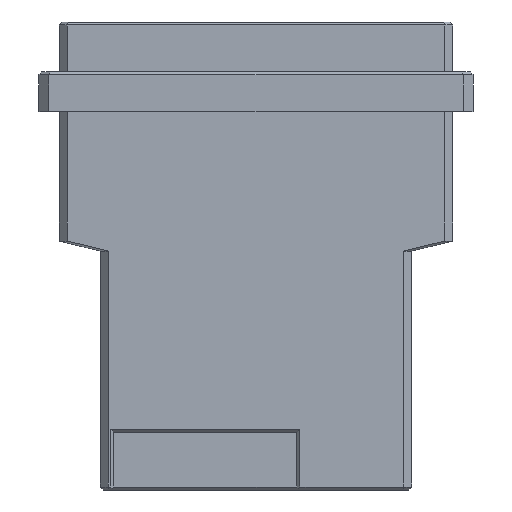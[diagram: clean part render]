
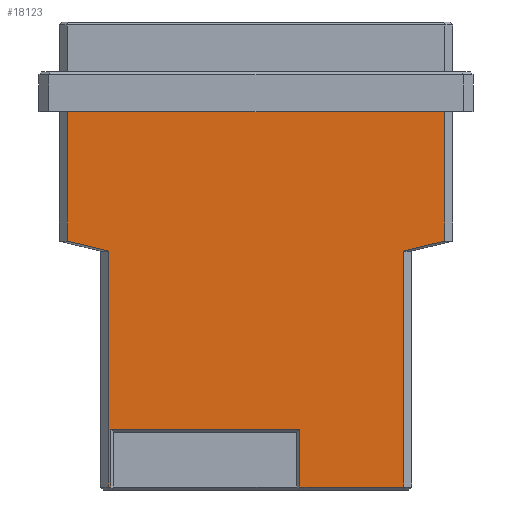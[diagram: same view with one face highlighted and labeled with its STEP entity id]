
A CAD part, front view. The second image highlights one B-rep face of the part: STEP entity #18123.
In plain terms, the highlighted planar face has unit normal (0, -1, 0).
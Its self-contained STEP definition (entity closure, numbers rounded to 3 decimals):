
#108=CARTESIAN_POINT('',(-19.915,-6.225,-46.7));
#109=VERTEX_POINT('',#108);
#116=CARTESIAN_POINT('',(-19.915,-6.225,-23.));
#117=VERTEX_POINT('',#116);
#118=CARTESIAN_POINT('',(-19.915,-6.225,-46.7));
#119=DIRECTION('',(0.,0.,1.));
#120=VECTOR('',#119,23.7);
#121=LINE('',#118,#120);
#122=EDGE_CURVE('',#109,#117,#121,.T.);
#177=CARTESIAN_POINT('',(-24.04,-6.225,-22.));
#178=VERTEX_POINT('',#177);
#179=CARTESIAN_POINT('',(-19.915,-6.225,-23.));
#180=DIRECTION('',(-0.972,0.,0.236));
#181=VECTOR('',#180,4.244);
#182=LINE('',#179,#181);
#183=EDGE_CURVE('',#117,#178,#182,.T.);
#373=CARTESIAN_POINT('',(-24.04,-6.225,-9.));
#374=VERTEX_POINT('',#373);
#390=CARTESIAN_POINT('',(-24.04,-6.225,-22.));
#391=DIRECTION('',(0.,0.,1.));
#392=VECTOR('',#391,13.);
#393=LINE('',#390,#392);
#394=EDGE_CURVE('',#178,#374,#393,.T.);
#412=CARTESIAN_POINT('',(-24.04,-6.225,-6.));
#413=VERTEX_POINT('',#412);
#414=CARTESIAN_POINT('',(-24.04,-6.225,-9.));
#415=DIRECTION('',(0.,0.,1.));
#416=VECTOR('',#415,3.);
#417=LINE('',#414,#416);
#418=EDGE_CURVE('',#374,#413,#417,.T.);
#757=CARTESIAN_POINT('',(9.755,-6.225,-46.7));
#758=VERTEX_POINT('',#757);
#2291=CARTESIAN_POINT('',(9.755,-6.225,-23.));
#2292=VERTEX_POINT('',#2291);
#2299=CARTESIAN_POINT('',(9.755,-6.225,-23.));
#2300=DIRECTION('',(0.,0.,-1.));
#2301=VECTOR('',#2300,23.7);
#2302=LINE('',#2299,#2301);
#2303=EDGE_CURVE('',#2292,#758,#2302,.T.);
#2936=CARTESIAN_POINT('',(13.88,-6.225,-22.));
#2937=VERTEX_POINT('',#2936);
#2944=CARTESIAN_POINT('',(13.88,-6.225,-22.));
#2945=DIRECTION('',(-0.972,0.,-0.236));
#2946=VECTOR('',#2945,4.244);
#2947=LINE('',#2944,#2946);
#2948=EDGE_CURVE('',#2937,#2292,#2947,.T.);
#2959=CARTESIAN_POINT('',(13.88,-6.225,-9.));
#2960=VERTEX_POINT('',#2959);
#2961=CARTESIAN_POINT('',(13.88,-6.225,-9.));
#2962=DIRECTION('',(0.,0.,-1.));
#2963=VECTOR('',#2962,13.);
#2964=LINE('',#2961,#2963);
#2965=EDGE_CURVE('',#2960,#2937,#2964,.T.);
#3000=CARTESIAN_POINT('',(13.88,-6.225,-6.));
#3001=VERTEX_POINT('',#3000);
#3008=CARTESIAN_POINT('',(13.88,-6.225,-6.));
#3009=DIRECTION('',(0.,0.,-1.));
#3010=VECTOR('',#3009,3.);
#3011=LINE('',#3008,#3010);
#3012=EDGE_CURVE('',#3001,#2960,#3011,.T.);
#3028=CARTESIAN_POINT('',(5.38,-6.225,-6.));
#3029=VERTEX_POINT('',#3028);
#3030=CARTESIAN_POINT('',(5.38,-6.225,-6.));
#3031=DIRECTION('',(1.,0.,0.));
#3032=VECTOR('',#3031,8.5);
#3033=LINE('',#3030,#3032);
#3034=EDGE_CURVE('',#3029,#3001,#3033,.T.);
#3059=CARTESIAN_POINT('',(0.5,-6.225,-6.));
#3060=VERTEX_POINT('',#3059);
#3061=CARTESIAN_POINT('',(4.78,-6.225,-6.));
#3062=VERTEX_POINT('',#3061);
#3063=CARTESIAN_POINT('',(0.5,-6.225,-6.));
#3064=DIRECTION('',(1.,0.,0.));
#3065=VECTOR('',#3064,4.28);
#3066=LINE('',#3063,#3065);
#3067=EDGE_CURVE('',#3060,#3062,#3066,.T.);
#3101=CARTESIAN_POINT('',(-4.78,-6.225,-6.));
#3102=VERTEX_POINT('',#3101);
#3109=CARTESIAN_POINT('',(-0.5,-6.225,-6.));
#3110=VERTEX_POINT('',#3109);
#3111=CARTESIAN_POINT('',(-4.78,-6.225,-6.));
#3112=DIRECTION('',(1.,0.,0.));
#3113=VECTOR('',#3112,4.28);
#3114=LINE('',#3111,#3113);
#3115=EDGE_CURVE('',#3102,#3110,#3114,.T.);
#3141=CARTESIAN_POINT('',(-5.38,-6.225,-6.));
#3142=VERTEX_POINT('',#3141);
#3149=CARTESIAN_POINT('',(-5.38,-6.225,-9.));
#3150=VERTEX_POINT('',#3149);
#3151=CARTESIAN_POINT('',(-5.38,-6.225,-6.));
#3152=DIRECTION('',(0.,0.,-1.));
#3153=VECTOR('',#3152,3.);
#3154=LINE('',#3151,#3153);
#3155=EDGE_CURVE('',#3142,#3150,#3154,.T.);
#3188=CARTESIAN_POINT('',(-9.66,-6.225,-6.));
#3189=VERTEX_POINT('',#3188);
#3196=CARTESIAN_POINT('',(-9.66,-6.225,-6.));
#3197=DIRECTION('',(1.,0.,0.));
#3198=VECTOR('',#3197,4.28);
#3199=LINE('',#3196,#3198);
#3200=EDGE_CURVE('',#3189,#3142,#3199,.T.);
#3212=CARTESIAN_POINT('',(-9.66,-6.225,-9.));
#3213=VERTEX_POINT('',#3212);
#3220=CARTESIAN_POINT('',(-9.66,-6.225,-9.));
#3221=DIRECTION('',(0.,0.,1.));
#3222=VECTOR('',#3221,3.);
#3223=LINE('',#3220,#3222);
#3224=EDGE_CURVE('',#3213,#3189,#3223,.T.);
#3251=CARTESIAN_POINT('',(-14.94,-6.225,-6.));
#3252=VERTEX_POINT('',#3251);
#3259=CARTESIAN_POINT('',(-10.66,-6.225,-6.));
#3260=VERTEX_POINT('',#3259);
#3261=CARTESIAN_POINT('',(-14.94,-6.225,-6.));
#3262=DIRECTION('',(1.,0.,0.));
#3263=VECTOR('',#3262,4.28);
#3264=LINE('',#3261,#3263);
#3265=EDGE_CURVE('',#3252,#3260,#3264,.T.);
#3290=CARTESIAN_POINT('',(-14.94,-6.225,-9.));
#3291=VERTEX_POINT('',#3290);
#3298=CARTESIAN_POINT('',(-14.94,-6.225,-9.));
#3299=DIRECTION('',(0.,0.,1.));
#3300=VECTOR('',#3299,3.);
#3301=LINE('',#3298,#3300);
#3302=EDGE_CURVE('',#3291,#3252,#3301,.T.);
#3314=CARTESIAN_POINT('',(-15.54,-6.225,-6.));
#3315=VERTEX_POINT('',#3314);
#3322=CARTESIAN_POINT('',(-15.54,-6.225,-9.));
#3323=VERTEX_POINT('',#3322);
#3324=CARTESIAN_POINT('',(-15.54,-6.225,-6.));
#3325=DIRECTION('',(0.,0.,-1.));
#3326=VECTOR('',#3325,3.);
#3327=LINE('',#3324,#3326);
#3328=EDGE_CURVE('',#3315,#3323,#3327,.T.);
#10288=CARTESIAN_POINT('',(-10.66,-6.225,-9.));
#10289=VERTEX_POINT('',#10288);
#10290=CARTESIAN_POINT('',(-10.66,-6.225,-6.));
#10291=DIRECTION('',(0.,0.,-1.));
#10292=VECTOR('',#10291,3.);
#10293=LINE('',#10290,#10292);
#10294=EDGE_CURVE('',#3260,#10289,#10293,.T.);
#10313=CARTESIAN_POINT('',(-4.78,-6.225,-9.));
#10314=VERTEX_POINT('',#10313);
#10321=CARTESIAN_POINT('',(-4.78,-6.225,-9.));
#10322=DIRECTION('',(0.,0.,1.));
#10323=VECTOR('',#10322,3.);
#10324=LINE('',#10321,#10323);
#10325=EDGE_CURVE('',#10314,#3102,#10324,.T.);
#10337=CARTESIAN_POINT('',(-0.5,-6.225,-9.));
#10338=VERTEX_POINT('',#10337);
#10339=CARTESIAN_POINT('',(-0.5,-6.225,-6.));
#10340=DIRECTION('',(0.,0.,-1.));
#10341=VECTOR('',#10340,3.);
#10342=LINE('',#10339,#10341);
#10343=EDGE_CURVE('',#3110,#10338,#10342,.T.);
#10359=CARTESIAN_POINT('',(0.5,-6.225,-9.));
#10360=VERTEX_POINT('',#10359);
#10361=CARTESIAN_POINT('',(0.5,-6.225,-9.));
#10362=DIRECTION('',(0.,0.,1.));
#10363=VECTOR('',#10362,3.);
#10364=LINE('',#10361,#10363);
#10365=EDGE_CURVE('',#10360,#3060,#10364,.T.);
#10385=CARTESIAN_POINT('',(4.78,-6.225,-9.));
#10386=VERTEX_POINT('',#10385);
#10387=CARTESIAN_POINT('',(4.78,-6.225,-6.));
#10388=DIRECTION('',(0.,0.,-1.));
#10389=VECTOR('',#10388,3.);
#10390=LINE('',#10387,#10389);
#10391=EDGE_CURVE('',#3062,#10386,#10390,.T.);
#10407=CARTESIAN_POINT('',(5.38,-6.225,-9.));
#10408=VERTEX_POINT('',#10407);
#10409=CARTESIAN_POINT('',(5.38,-6.225,-9.));
#10410=DIRECTION('',(0.,0.,1.));
#10411=VECTOR('',#10410,3.);
#10412=LINE('',#10409,#10411);
#10413=EDGE_CURVE('',#10408,#3029,#10412,.T.);
#10470=CARTESIAN_POINT('',(-0.665,-6.225,-46.7));
#10471=VERTEX_POINT('',#10470);
#10495=CARTESIAN_POINT('',(9.755,-6.225,-46.7));
#10496=DIRECTION('',(-1.,0.,0.));
#10497=VECTOR('',#10496,10.42);
#10498=LINE('',#10495,#10497);
#10499=EDGE_CURVE('',#758,#10471,#10498,.T.);
#10590=CARTESIAN_POINT('',(-24.04,-6.225,-6.));
#10591=DIRECTION('',(1.,0.,0.));
#10592=VECTOR('',#10591,8.5);
#10593=LINE('',#10590,#10592);
#10594=EDGE_CURVE('',#413,#3315,#10593,.T.);
#11633=CARTESIAN_POINT('',(-19.665,-6.225,-46.7));
#11634=VERTEX_POINT('',#11633);
#11641=CARTESIAN_POINT('',(-19.665,-6.225,-46.7));
#11642=DIRECTION('',(-1.,0.,0.));
#11643=VECTOR('',#11642,0.25);
#11644=LINE('',#11641,#11643);
#11645=EDGE_CURVE('',#11634,#109,#11644,.T.);
#16339=CARTESIAN_POINT('',(-19.665,-6.225,-40.9));
#16340=VERTEX_POINT('',#16339);
#16347=CARTESIAN_POINT('',(-19.665,-6.225,-40.9));
#16348=DIRECTION('',(0.,0.,-1.));
#16349=VECTOR('',#16348,5.8);
#16350=LINE('',#16347,#16349);
#16351=EDGE_CURVE('',#16340,#11634,#16350,.T.);
#16373=CARTESIAN_POINT('',(-0.665,-6.225,-40.9));
#16374=VERTEX_POINT('',#16373);
#16375=CARTESIAN_POINT('',(-0.665,-6.225,-46.7));
#16376=DIRECTION('',(0.,0.,1.));
#16377=VECTOR('',#16376,5.8);
#16378=LINE('',#16375,#16377);
#16379=EDGE_CURVE('',#10471,#16374,#16378,.T.);
#18052=CARTESIAN_POINT('',(-21.108,-6.225,-26.35));
#18053=DIRECTION('',(1.,0.,0.));
#18054=DIRECTION('',(0.,-1.,0.));
#18055=AXIS2_PLACEMENT_3D('',#18052,#18054,#18053);
#18056=PLANE('',#18055);
#18057=ORIENTED_EDGE('',*,*,#16379,.F.);
#18058=ORIENTED_EDGE('',*,*,#10499,.F.);
#18059=ORIENTED_EDGE('',*,*,#2303,.F.);
#18060=ORIENTED_EDGE('',*,*,#2948,.F.);
#18061=ORIENTED_EDGE('',*,*,#2965,.F.);
#18062=ORIENTED_EDGE('',*,*,#3012,.F.);
#18063=ORIENTED_EDGE('',*,*,#3034,.F.);
#18064=ORIENTED_EDGE('',*,*,#10413,.F.);
#18065=CARTESIAN_POINT('',(5.38,-6.225,-9.));
#18066=DIRECTION('',(-1.,0.,0.));
#18067=VECTOR('',#18066,0.6);
#18068=LINE('',#18065,#18067);
#18069=EDGE_CURVE('',#10408,#10386,#18068,.T.);
#18070=ORIENTED_EDGE('',*,*,#18069,.T.);
#18071=ORIENTED_EDGE('',*,*,#10391,.F.);
#18072=ORIENTED_EDGE('',*,*,#3067,.F.);
#18073=ORIENTED_EDGE('',*,*,#10365,.F.);
#18074=CARTESIAN_POINT('',(0.5,-6.225,-9.));
#18075=DIRECTION('',(-1.,0.,0.));
#18076=VECTOR('',#18075,1.);
#18077=LINE('',#18074,#18076);
#18078=EDGE_CURVE('',#10360,#10338,#18077,.T.);
#18079=ORIENTED_EDGE('',*,*,#18078,.T.);
#18080=ORIENTED_EDGE('',*,*,#10343,.F.);
#18081=ORIENTED_EDGE('',*,*,#3115,.F.);
#18082=ORIENTED_EDGE('',*,*,#10325,.F.);
#18083=CARTESIAN_POINT('',(-4.78,-6.225,-9.));
#18084=DIRECTION('',(-1.,0.,0.));
#18085=VECTOR('',#18084,0.6);
#18086=LINE('',#18083,#18085);
#18087=EDGE_CURVE('',#10314,#3150,#18086,.T.);
#18088=ORIENTED_EDGE('',*,*,#18087,.T.);
#18089=ORIENTED_EDGE('',*,*,#3155,.F.);
#18090=ORIENTED_EDGE('',*,*,#3200,.F.);
#18091=ORIENTED_EDGE('',*,*,#3224,.F.);
#18092=CARTESIAN_POINT('',(-9.66,-6.225,-9.));
#18093=DIRECTION('',(-1.,0.,0.));
#18094=VECTOR('',#18093,1.);
#18095=LINE('',#18092,#18094);
#18096=EDGE_CURVE('',#3213,#10289,#18095,.T.);
#18097=ORIENTED_EDGE('',*,*,#18096,.T.);
#18098=ORIENTED_EDGE('',*,*,#10294,.F.);
#18099=ORIENTED_EDGE('',*,*,#3265,.F.);
#18100=ORIENTED_EDGE('',*,*,#3302,.F.);
#18101=CARTESIAN_POINT('',(-14.94,-6.225,-9.));
#18102=DIRECTION('',(-1.,0.,0.));
#18103=VECTOR('',#18102,0.6);
#18104=LINE('',#18101,#18103);
#18105=EDGE_CURVE('',#3291,#3323,#18104,.T.);
#18106=ORIENTED_EDGE('',*,*,#18105,.T.);
#18107=ORIENTED_EDGE('',*,*,#3328,.F.);
#18108=ORIENTED_EDGE('',*,*,#10594,.F.);
#18109=ORIENTED_EDGE('',*,*,#418,.F.);
#18110=ORIENTED_EDGE('',*,*,#394,.F.);
#18111=ORIENTED_EDGE('',*,*,#183,.F.);
#18112=ORIENTED_EDGE('',*,*,#122,.F.);
#18113=ORIENTED_EDGE('',*,*,#11645,.F.);
#18114=ORIENTED_EDGE('',*,*,#16351,.F.);
#18115=CARTESIAN_POINT('',(-19.665,-6.225,-40.9));
#18116=DIRECTION('',(1.,0.,0.));
#18117=VECTOR('',#18116,19.);
#18118=LINE('',#18115,#18117);
#18119=EDGE_CURVE('',#16340,#16374,#18118,.T.);
#18120=ORIENTED_EDGE('',*,*,#18119,.T.);
#18121=EDGE_LOOP('',(#18057,#18058,#18059,#18060,#18061,#18062,#18063,#18064,#18070,#18071,#18072,#18073,#18079,#18080,#18081,#18082,#18088,#18089,#18090,#18091,#18097,#18098,#18099,#18100,#18106,#18107,#18108,#18109,#18110,#18111,#18112,#18113,#18114,#18120));
#18122=FACE_OUTER_BOUND('',#18121,.T.);
#18123=ADVANCED_FACE('',(#18122),#18056,.T.);
